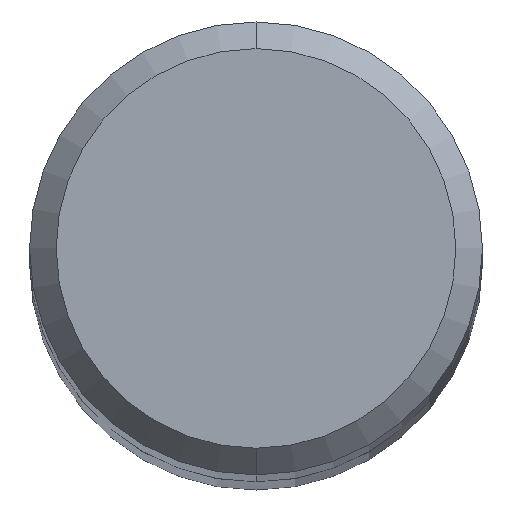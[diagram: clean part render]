
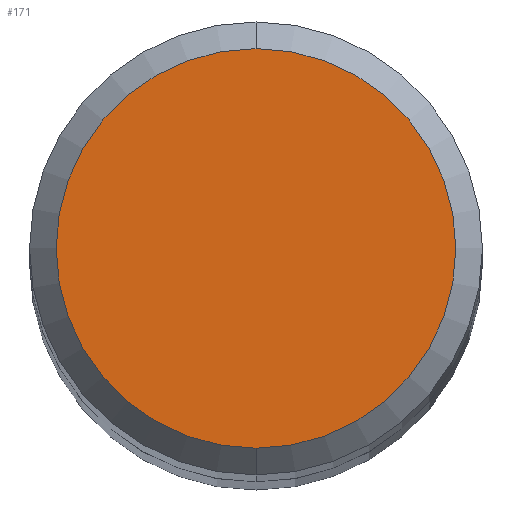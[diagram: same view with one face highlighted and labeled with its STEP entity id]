
A CAD part, top view. The second image highlights one B-rep face of the part: STEP entity #171.
In plain terms, the highlighted planar face has unit normal (0, 0, 1).
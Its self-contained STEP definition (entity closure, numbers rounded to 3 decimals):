
#171=ADVANCED_FACE('',(#446),#447,.T.);
#179=VERTEX_POINT('',#455);
#215=VERTEX_POINT('',#498);
#363=EDGE_CURVE('',#179,#215,#659,.T.);
#387=EDGE_CURVE('',#215,#179,#686,.T.);
#446=FACE_OUTER_BOUND('',#743,.T.);
#447=PLANE('',#744);
#455=CARTESIAN_POINT('',(0.0,3.75,0.0));
#498=CARTESIAN_POINT('',(0.,-3.75,0.0));
#659=CIRCLE('',#1223,3.75);
#686=CIRCLE('',#1280,3.75);
#743=EDGE_LOOP('',(#1333,#1334));
#744=AXIS2_PLACEMENT_3D('',#1335,#1336,#1337);
#1223=AXIS2_PLACEMENT_3D('',#1565,#1566,#1567);
#1280=AXIS2_PLACEMENT_3D('',#1593,#1594,#1595);
#1333=ORIENTED_EDGE('',*,*,#363,.F.);
#1334=ORIENTED_EDGE('',*,*,#387,.F.);
#1335=CARTESIAN_POINT('',(0.0,1.875,0.0));
#1336=DIRECTION('',(-0.0,0.0,1.0));
#1337=DIRECTION('',(0.0,-1.0,0.0));
#1565=CARTESIAN_POINT('',(0.0,0.0,0.0));
#1566=DIRECTION('',(0.0,0.0,-1.0));
#1567=DIRECTION('',(0.0,1.0,0.0));
#1593=CARTESIAN_POINT('',(0.0,0.0,0.0));
#1594=DIRECTION('',(0.0,0.0,-1.0));
#1595=DIRECTION('',(0.0,1.0,0.0));
